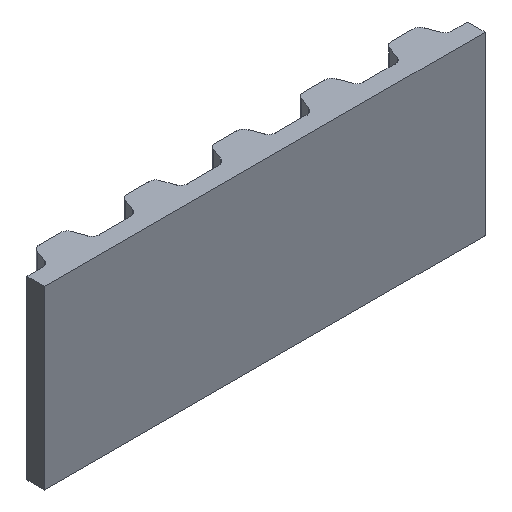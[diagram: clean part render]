
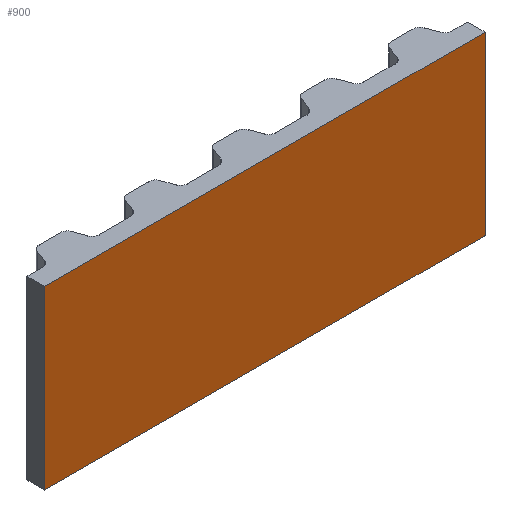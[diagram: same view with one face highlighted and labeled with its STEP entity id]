
A CAD part, isometric view. The second image highlights one B-rep face of the part: STEP entity #900.
In plain terms, the highlighted planar face has unit normal (0, -1, 0).
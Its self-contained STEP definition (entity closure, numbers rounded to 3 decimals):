
#35=PLANE('',#998);
#80=FACE_OUTER_BOUND('',#126,.T.);
#126=EDGE_LOOP('',(#733,#734,#735,#736));
#211=LINE('',#1509,#303);
#213=LINE('',#1513,#305);
#214=LINE('',#1515,#306);
#215=LINE('',#1516,#307);
#303=VECTOR('',#1241,10.);
#305=VECTOR('',#1245,25.);
#306=VECTOR('',#1246,10.);
#307=VECTOR('',#1247,25.);
#435=VERTEX_POINT('',#1506);
#436=VERTEX_POINT('',#1508);
#437=VERTEX_POINT('',#1512);
#438=VERTEX_POINT('',#1514);
#561=EDGE_CURVE('',#436,#435,#211,.T.);
#563=EDGE_CURVE('',#437,#435,#213,.T.);
#564=EDGE_CURVE('',#438,#437,#214,.T.);
#565=EDGE_CURVE('',#438,#436,#215,.T.);
#733=ORIENTED_EDGE('',*,*,#563,.F.);
#734=ORIENTED_EDGE('',*,*,#564,.F.);
#735=ORIENTED_EDGE('',*,*,#565,.T.);
#736=ORIENTED_EDGE('',*,*,#561,.T.);
#900=ADVANCED_FACE('',(#80),#35,.T.);
#998=AXIS2_PLACEMENT_3D('',#1511,#1243,#1244);
#1241=DIRECTION('',(0.,0.,1.));
#1243=DIRECTION('center_axis',(0.,-1.,0.));
#1244=DIRECTION('ref_axis',(0.,0.,-1.));
#1245=DIRECTION('',(1.,0.,0.));
#1246=DIRECTION('',(0.,0.,1.));
#1247=DIRECTION('',(1.,0.,0.));
#1506=CARTESIAN_POINT('',(25.,0.,0.));
#1508=CARTESIAN_POINT('',(25.,0.,-10.));
#1509=CARTESIAN_POINT('',(25.,0.,-10.));
#1511=CARTESIAN_POINT('Origin',(0.,0.,-10.));
#1512=CARTESIAN_POINT('',(0.,0.,0.));
#1513=CARTESIAN_POINT('',(0.,0.,0.));
#1514=CARTESIAN_POINT('',(0.,0.,-10.));
#1515=CARTESIAN_POINT('',(0.,0.,-10.));
#1516=CARTESIAN_POINT('',(0.,0.,-10.));
